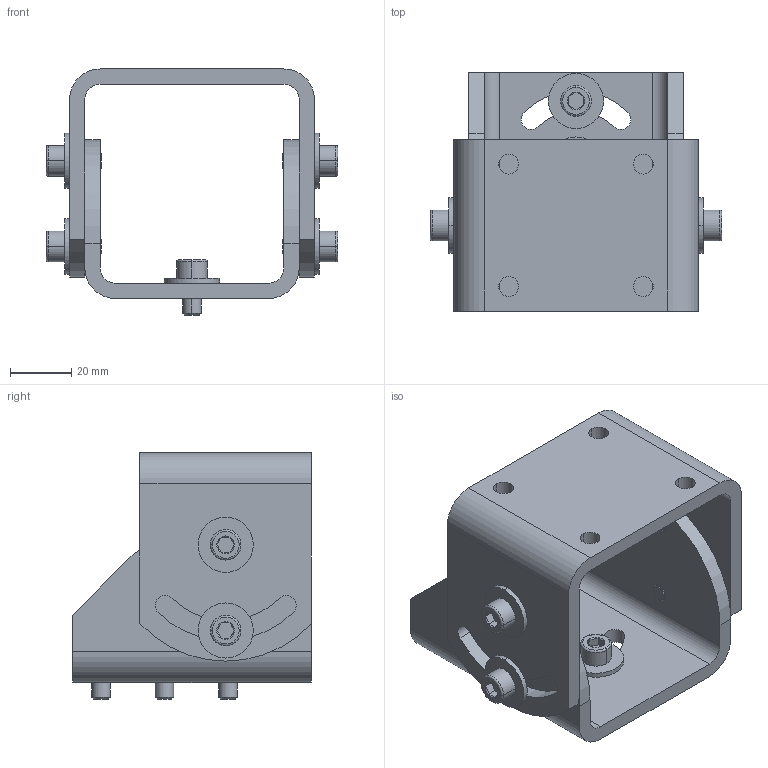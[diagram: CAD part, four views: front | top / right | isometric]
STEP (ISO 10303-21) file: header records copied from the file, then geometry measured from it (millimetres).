
FILE_DESCRIPTION(('OneSpaceDesigner STEP Export'),'2;1');
FILE_NAME('2046025_Befestigungssatz_Wetterschutzhaube.stp','2011-07-14T16:40:15',('SICK AG'),('SICK AG'),'CoCreate Modeling STEP processor for AP214 (Solid Model)','CoCreate Modeling 17.0B 12-Nov-2010 (C) Parametric Technology GmbH','');
FILE_SCHEMA(('AUTOMOTIVE_DESIGN { 1 0 10303 214 1 1 1 1 }'));
Length unit declared in the file: millimetre
Products named in the file (5): 4054298_Winkelflansch_Wetterschutzhaube; 5310226_Scheibe_6.4_DIN9021_A2.2; 5321646_DIN_EN_ISO4762_M6x12.2; 4054296_Winkelflansch_Anlage; 2046025_Befestigungssatz_Wetterschutzhaube
Assembly tree (16 placements, depth 2):
  2046025_Befestigungssatz_Wetterschutzhaube
    5310226_Scheibe_6.4_DIN9021_A2.2  x7
    5321646_DIN_EN_ISO4762_M6x12.2  x7
    4054296_Winkelflansch_Anlage
    4054298_Winkelflansch_Wetterschutzhaube
Bounding box: 95.2 x 78 x 80.4 mm (x, y, z)
Volume: 108418.6 mm3; surface area: 55862 mm2
Topology: 16 solids, 16 shells, 300 faces, 628 edges, 374 vertices
Faces by surface type: cylinder 120, plane 102, cone 64, torus 14
Entity records: 3679 total; most frequent: CARTESIAN_POINT 895, DIRECTION 557, ORIENTED_EDGE 536, EDGE_CURVE 268, AXIS2_PLACEMENT_3D 217, VERTEX_POINT 171, EDGE_LOOP 142, VECTOR 123
